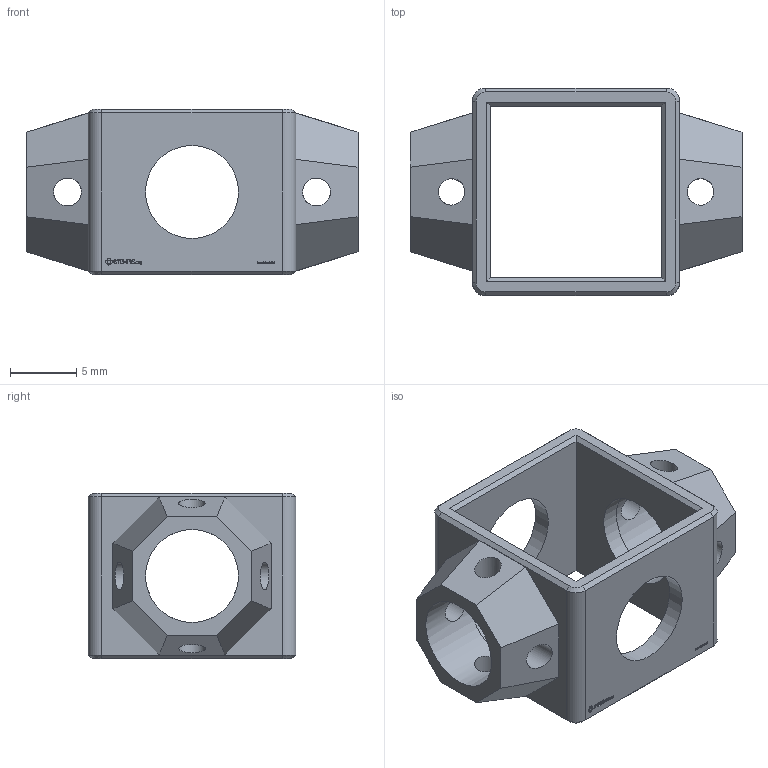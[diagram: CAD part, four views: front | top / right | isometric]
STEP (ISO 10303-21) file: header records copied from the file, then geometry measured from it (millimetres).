
FILE_DESCRIPTION(('FreeCAD Model'),'2;1');
FILE_NAME('Open CASCADE Shape Model','2021-05-22T09:17:38',( 'Paulo Kiefe'),('STEMFIE.org'),'Open CASCADE STEP processor 7.4', 'FreeCAD','Unknown');
FILE_SCHEMA(('AUTOMOTIVE_DESIGN { 1 0 10303 214 1 1 1 1 }'));
Length unit declared in the file: millimetre
Products named in the file (1): Connector_THR-H_BEM_SFT_2W_180°_BU01x01x01x00.50_-_SPN-CON-0003_
(stemfie.org)
Bounding box: 25 x 15.62 x 12.5 mm (x, y, z)
Volume: 1181.6 mm3; surface area: 1829.5 mm2
Topology: 1 solids, 1 shells, 564 faces, 1570 edges, 1040 vertices
Faces by surface type: plane 318, extrusion 204, cylinder 18, bspline 16, cone 8
Full cylindrical faces by diameter (mm): 1.995 x4, 2.1 x4, 7 x6
Entity records: 45254 total; most frequent: CARTESIAN_POINT 15737, DIRECTION 4492, VECTOR 3742, LINE 3538, ORIENTED_EDGE 3140, PCURVE 3140, DEFINITIONAL_REPRESENTATION 3140, EDGE_CURVE 1570
